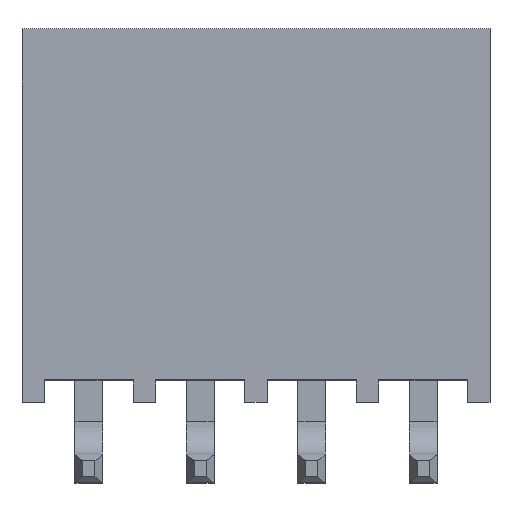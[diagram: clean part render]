
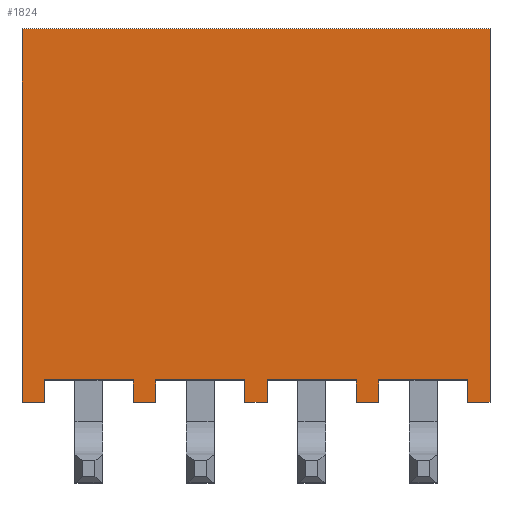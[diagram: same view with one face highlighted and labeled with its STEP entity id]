
A CAD part, top view. The second image highlights one B-rep face of the part: STEP entity #1824.
In plain terms, the highlighted planar face has unit normal (0, 0, 1).
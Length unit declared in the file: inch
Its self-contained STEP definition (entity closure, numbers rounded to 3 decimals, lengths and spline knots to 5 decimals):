
#75=ORIENTED_EDGE('',*,*,#603,.F.);
#76=ORIENTED_EDGE('',*,*,#604,.T.);
#77=ORIENTED_EDGE('',*,*,#605,.F.);
#78=ORIENTED_EDGE('',*,*,#606,.F.);
#79=ORIENTED_EDGE('',*,*,#607,.T.);
#80=ORIENTED_EDGE('',*,*,#608,.T.);
#81=ORIENTED_EDGE('',*,*,#609,.F.);
#82=ORIENTED_EDGE('',*,*,#610,.F.);
#83=ORIENTED_EDGE('',*,*,#611,.F.);
#84=ORIENTED_EDGE('',*,*,#612,.T.);
#85=ORIENTED_EDGE('',*,*,#613,.F.);
#86=ORIENTED_EDGE('',*,*,#614,.F.);
#87=ORIENTED_EDGE('',*,*,#615,.F.);
#88=ORIENTED_EDGE('',*,*,#616,.T.);
#89=ORIENTED_EDGE('',*,*,#617,.F.);
#90=ORIENTED_EDGE('',*,*,#618,.F.);
#91=ORIENTED_EDGE('',*,*,#619,.F.);
#92=ORIENTED_EDGE('',*,*,#620,.T.);
#93=ORIENTED_EDGE('',*,*,#621,.F.);
#94=ORIENTED_EDGE('',*,*,#622,.F.);
#603=EDGE_CURVE('',#867,#868,#1043,.T.);
#604=EDGE_CURVE('',#867,#869,#1044,.T.);
#605=EDGE_CURVE('',#870,#869,#1045,.T.);
#606=EDGE_CURVE('',#871,#870,#1046,.T.);
#607=EDGE_CURVE('',#871,#872,#1047,.T.);
#608=EDGE_CURVE('',#872,#873,#1048,.T.);
#609=EDGE_CURVE('',#874,#873,#1049,.T.);
#610=EDGE_CURVE('',#875,#874,#1050,.T.);
#611=EDGE_CURVE('',#876,#875,#1051,.T.);
#612=EDGE_CURVE('',#876,#877,#1052,.T.);
#613=EDGE_CURVE('',#878,#877,#1053,.T.);
#614=EDGE_CURVE('',#879,#878,#1054,.T.);
#615=EDGE_CURVE('',#880,#879,#1055,.T.);
#616=EDGE_CURVE('',#880,#881,#1056,.T.);
#617=EDGE_CURVE('',#882,#881,#1057,.T.);
#618=EDGE_CURVE('',#883,#882,#1058,.T.);
#619=EDGE_CURVE('',#884,#883,#1059,.T.);
#620=EDGE_CURVE('',#884,#885,#1060,.T.);
#621=EDGE_CURVE('',#886,#885,#1061,.T.);
#622=EDGE_CURVE('',#868,#886,#1062,.T.);
#867=VERTEX_POINT('',#2581);
#868=VERTEX_POINT('',#2582);
#869=VERTEX_POINT('',#2584);
#870=VERTEX_POINT('',#2586);
#871=VERTEX_POINT('',#2588);
#872=VERTEX_POINT('',#2590);
#873=VERTEX_POINT('',#2592);
#874=VERTEX_POINT('',#2594);
#875=VERTEX_POINT('',#2596);
#876=VERTEX_POINT('',#2598);
#877=VERTEX_POINT('',#2600);
#878=VERTEX_POINT('',#2602);
#879=VERTEX_POINT('',#2604);
#880=VERTEX_POINT('',#2606);
#881=VERTEX_POINT('',#2608);
#882=VERTEX_POINT('',#2610);
#883=VERTEX_POINT('',#2612);
#884=VERTEX_POINT('',#2614);
#885=VERTEX_POINT('',#2616);
#886=VERTEX_POINT('',#2618);
#1043=LINE('',#2580,#1291);
#1044=LINE('',#2583,#1292);
#1045=LINE('',#2585,#1293);
#1046=LINE('',#2587,#1294);
#1047=LINE('',#2589,#1295);
#1048=LINE('',#2591,#1296);
#1049=LINE('',#2593,#1297);
#1050=LINE('',#2595,#1298);
#1051=LINE('',#2597,#1299);
#1052=LINE('',#2599,#1300);
#1053=LINE('',#2601,#1301);
#1054=LINE('',#2603,#1302);
#1055=LINE('',#2605,#1303);
#1056=LINE('',#2607,#1304);
#1057=LINE('',#2609,#1305);
#1058=LINE('',#2611,#1306);
#1059=LINE('',#2613,#1307);
#1060=LINE('',#2615,#1308);
#1061=LINE('',#2617,#1309);
#1062=LINE('',#2619,#1310);
#1291=VECTOR('',#2085,39.37008);
#1292=VECTOR('',#2086,39.37008);
#1293=VECTOR('',#2087,39.37008);
#1294=VECTOR('',#2088,39.37008);
#1295=VECTOR('',#2089,39.37008);
#1296=VECTOR('',#2090,39.37008);
#1297=VECTOR('',#2091,39.37008);
#1298=VECTOR('',#2092,39.37008);
#1299=VECTOR('',#2093,39.37008);
#1300=VECTOR('',#2094,39.37008);
#1301=VECTOR('',#2095,39.37008);
#1302=VECTOR('',#2096,39.37008);
#1303=VECTOR('',#2097,39.37008);
#1304=VECTOR('',#2098,39.37008);
#1305=VECTOR('',#2099,39.37008);
#1306=VECTOR('',#2100,39.37008);
#1307=VECTOR('',#2101,39.37008);
#1308=VECTOR('',#2102,39.37008);
#1309=VECTOR('',#2103,39.37008);
#1310=VECTOR('',#2104,39.37008);
#1520=EDGE_LOOP('',(#75,#76,#77,#78,#79,#80,#81,#82,#83,#84,#85,#86,#87,
#88,#89,#90,#91,#92,#93,#94));
#1628=FACE_BOUND('',#1520,.T.);
#1736=PLANE('',#1946);
#1824=ADVANCED_FACE('',(#1628),#1736,.F.);
#1946=AXIS2_PLACEMENT_3D('',#2579,#2083,#2084);
#2083=DIRECTION('',(0.,0.,-1.));
#2084=DIRECTION('',(-1.,0.,0.));
#2085=DIRECTION('',(0.,1.,0.));
#2086=DIRECTION('',(1.,0.,0.));
#2087=DIRECTION('',(0.,-1.,0.));
#2088=DIRECTION('',(1.,0.,0.));
#2089=DIRECTION('',(0.,-1.,0.));
#2090=DIRECTION('',(1.,0.,0.));
#2091=DIRECTION('',(0.,-1.,0.));
#2092=DIRECTION('',(-1.,0.,0.));
#2093=DIRECTION('',(0.,1.,0.));
#2094=DIRECTION('',(1.,0.,0.));
#2095=DIRECTION('',(0.,-1.,0.));
#2096=DIRECTION('',(-1.,0.,0.));
#2097=DIRECTION('',(0.,1.,0.));
#2098=DIRECTION('',(1.,0.,0.));
#2099=DIRECTION('',(0.,-1.,0.));
#2100=DIRECTION('',(-1.,0.,0.));
#2101=DIRECTION('',(0.,1.,0.));
#2102=DIRECTION('',(1.,0.,0.));
#2103=DIRECTION('',(0.,-1.,0.));
#2104=DIRECTION('',(-1.,0.,0.));
#2579=CARTESIAN_POINT('',(-0.21,0.335,0.0475));
#2580=CARTESIAN_POINT('',(0.19,0.335,0.0475));
#2581=CARTESIAN_POINT('',(0.19,0.,0.0475));
#2582=CARTESIAN_POINT('',(0.19,0.02,0.0475));
#2583=CARTESIAN_POINT('',(-0.21,0.,0.0475));
#2584=CARTESIAN_POINT('',(0.21,0.,0.0475));
#2585=CARTESIAN_POINT('',(0.21,0.335,0.0475));
#2586=CARTESIAN_POINT('',(0.21,0.335,0.0475));
#2587=CARTESIAN_POINT('',(-0.21,0.335,0.0475));
#2588=CARTESIAN_POINT('',(-0.21,0.335,0.0475));
#2589=CARTESIAN_POINT('',(-0.21,0.335,0.0475));
#2590=CARTESIAN_POINT('',(-0.21,0.,0.0475));
#2591=CARTESIAN_POINT('',(-0.21,0.,0.0475));
#2592=CARTESIAN_POINT('',(-0.19,0.,0.0475));
#2593=CARTESIAN_POINT('',(-0.19,0.335,0.0475));
#2594=CARTESIAN_POINT('',(-0.19,0.02,0.0475));
#2595=CARTESIAN_POINT('',(-0.21,0.02,0.0475));
#2596=CARTESIAN_POINT('',(-0.11,0.02,0.0475));
#2597=CARTESIAN_POINT('',(-0.11,0.335,0.0475));
#2598=CARTESIAN_POINT('',(-0.11,0.,0.0475));
#2599=CARTESIAN_POINT('',(-0.21,0.,0.0475));
#2600=CARTESIAN_POINT('',(-0.09,0.,0.0475));
#2601=CARTESIAN_POINT('',(-0.09,0.335,0.0475));
#2602=CARTESIAN_POINT('',(-0.09,0.02,0.0475));
#2603=CARTESIAN_POINT('',(-0.21,0.02,0.0475));
#2604=CARTESIAN_POINT('',(-0.01,0.02,0.0475));
#2605=CARTESIAN_POINT('',(-0.01,0.335,0.0475));
#2606=CARTESIAN_POINT('',(-0.01,0.,0.0475));
#2607=CARTESIAN_POINT('',(-0.21,0.,0.0475));
#2608=CARTESIAN_POINT('',(0.01,0.,0.0475));
#2609=CARTESIAN_POINT('',(0.01,0.335,0.0475));
#2610=CARTESIAN_POINT('',(0.01,0.02,0.0475));
#2611=CARTESIAN_POINT('',(-0.21,0.02,0.0475));
#2612=CARTESIAN_POINT('',(0.09,0.02,0.0475));
#2613=CARTESIAN_POINT('',(0.09,0.335,0.0475));
#2614=CARTESIAN_POINT('',(0.09,0.,0.0475));
#2615=CARTESIAN_POINT('',(-0.21,0.,0.0475));
#2616=CARTESIAN_POINT('',(0.11,0.,0.0475));
#2617=CARTESIAN_POINT('',(0.11,0.335,0.0475));
#2618=CARTESIAN_POINT('',(0.11,0.02,0.0475));
#2619=CARTESIAN_POINT('',(-0.21,0.02,0.0475));
